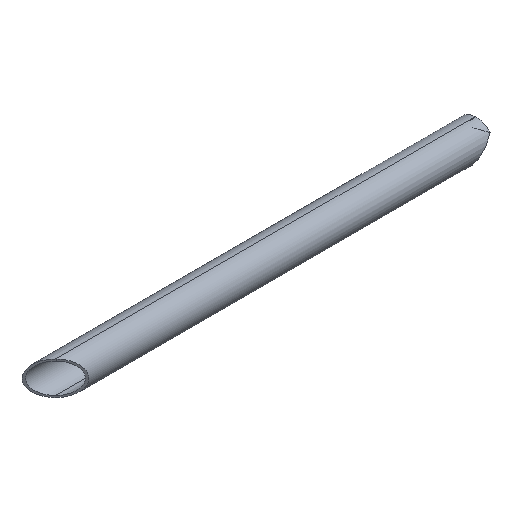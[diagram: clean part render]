
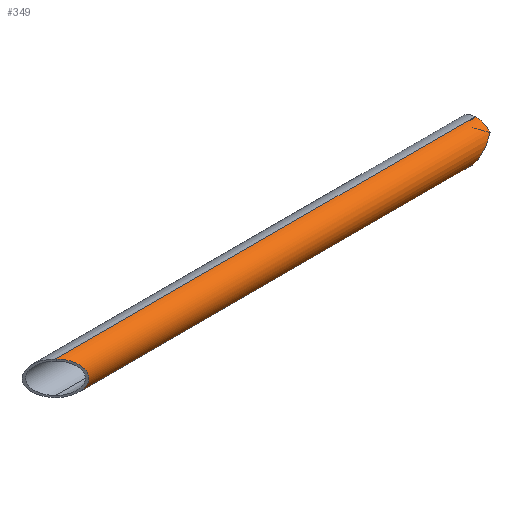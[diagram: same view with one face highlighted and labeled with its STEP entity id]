
A CAD part, isometric view. The second image highlights one B-rep face of the part: STEP entity #349.
In plain terms, the highlighted cylindrical face has radius 14 mm (diameter 28 mm), a partial arc.
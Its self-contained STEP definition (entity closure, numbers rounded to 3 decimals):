
#94=CARTESIAN_POINT('Vertex',(-2281.191,304.246,121.621)) ;
#96=CARTESIAN_POINT('Vertex',(-2281.191,304.246,93.621)) ;
#100=CARTESIAN_POINT('Control Point',(-2281.191,304.246,93.621)) ;
#101=CARTESIAN_POINT('Control Point',(-2280.221,303.276,93.621)) ;
#102=CARTESIAN_POINT('Control Point',(-2279.251,302.306,93.705)) ;
#103=CARTESIAN_POINT('Control Point',(-2278.285,301.34,93.873)) ;
#104=CARTESIAN_POINT('Control Point',(-2276.452,299.507,94.36)) ;
#105=CARTESIAN_POINT('Control Point',(-2274.679,297.734,95.175)) ;
#106=CARTESIAN_POINT('Control Point',(-2273.849,296.904,95.642)) ;
#107=CARTESIAN_POINT('Control Point',(-2272.365,295.42,96.656)) ;
#108=CARTESIAN_POINT('Control Point',(-2271.001,294.056,97.962)) ;
#109=CARTESIAN_POINT('Control Point',(-2270.408,293.463,98.624)) ;
#110=CARTESIAN_POINT('Control Point',(-2269.395,292.45,99.958)) ;
#111=CARTESIAN_POINT('Control Point',(-2268.556,291.611,101.511)) ;
#112=CARTESIAN_POINT('Control Point',(-2268.218,291.273,102.26)) ;
#113=CARTESIAN_POINT('Control Point',(-2267.679,290.734,103.742)) ;
#114=CARTESIAN_POINT('Control Point',(-2267.347,290.402,105.338)) ;
#115=CARTESIAN_POINT('Control Point',(-2267.241,290.296,106.102)) ;
#116=CARTESIAN_POINT('Control Point',(-2267.139,290.194,107.627)) ;
#117=CARTESIAN_POINT('Control Point',(-2267.244,290.299,109.151)) ;
#118=CARTESIAN_POINT('Control Point',(-2267.347,290.402,109.892)) ;
#119=CARTESIAN_POINT('Control Point',(-2267.614,290.669,111.188)) ;
#120=CARTESIAN_POINT('Control Point',(-2268.017,291.072,112.409)) ;
#121=CARTESIAN_POINT('Control Point',(-2268.22,291.275,112.932)) ;
#122=CARTESIAN_POINT('Control Point',(-2268.826,291.881,114.294)) ;
#123=CARTESIAN_POINT('Control Point',(-2269.576,292.631,115.512)) ;
#124=CARTESIAN_POINT('Control Point',(-2270.093,293.148,116.22)) ;
#125=CARTESIAN_POINT('Control Point',(-2271.315,294.37,117.65)) ;
#126=CARTESIAN_POINT('Control Point',(-2272.679,295.734,118.798)) ;
#127=CARTESIAN_POINT('Control Point',(-2273.456,296.511,119.346)) ;
#128=CARTESIAN_POINT('Control Point',(-2275.2,298.255,120.372)) ;
#129=CARTESIAN_POINT('Control Point',(-2277.029,300.084,121.049)) ;
#130=CARTESIAN_POINT('Control Point',(-2278.034,301.089,121.319)) ;
#131=CARTESIAN_POINT('Control Point',(-2279.272,302.327,121.532)) ;
#132=CARTESIAN_POINT('Control Point',(-2280.516,303.571,121.607)) ;
#133=CARTESIAN_POINT('Control Point',(-2280.741,303.796,121.616)) ;
#134=CARTESIAN_POINT('Control Point',(-2280.966,304.021,121.621)) ;
#135=CARTESIAN_POINT('Control Point',(-2281.191,304.246,121.621)) ;
#257=CARTESIAN_POINT('Vertex',(-1940.117,304.246,93.621)) ;
#260=CARTESIAN_POINT('Line Origine',(-502105.,304.246,93.621)) ;
#265=CARTESIAN_POINT('Line Origine',(-502105.,304.246,121.621)) ;
#269=CARTESIAN_POINT('Vertex',(-1929.655,304.246,121.621)) ;
#289=CARTESIAN_POINT('Axis2P3D Location',(-2105.,304.246,107.621)) ;
#295=CARTESIAN_POINT('Control Point',(-1928.941,292.632,115.439)) ;
#296=CARTESIAN_POINT('Control Point',(-1929.118,292.531,115.289)) ;
#297=CARTESIAN_POINT('Control Point',(-1929.276,292.443,115.153)) ;
#298=CARTESIAN_POINT('Control Point',(-1929.383,292.386,115.061)) ;
#299=CARTESIAN_POINT('Control Point',(-1929.555,292.293,114.912)) ;
#300=CARTESIAN_POINT('Control Point',(-1929.75,292.191,114.741)) ;
#301=CARTESIAN_POINT('Control Point',(-1929.879,292.123,114.627)) ;
#302=CARTESIAN_POINT('Control Point',(-1930.349,291.887,114.209)) ;
#303=CARTESIAN_POINT('Control Point',(-1930.817,291.668,113.779)) ;
#304=CARTESIAN_POINT('Control Point',(-1931.103,291.541,113.513)) ;
#305=CARTESIAN_POINT('Control Point',(-1933.176,290.667,111.547)) ;
#306=CARTESIAN_POINT('Control Point',(-1935.205,290.16,109.383)) ;
#307=CARTESIAN_POINT('Control Point',(-1936.889,290.026,107.391)) ;
#308=CARTESIAN_POINT('Control Point',(-1939.253,290.386,104.216)) ;
#309=CARTESIAN_POINT('Control Point',(-1941.034,291.807,101.034)) ;
#310=CARTESIAN_POINT('Control Point',(-1941.553,292.422,99.969)) ;
#311=CARTESIAN_POINT('Control Point',(-1942.249,293.731,98.208)) ;
#312=CARTESIAN_POINT('Control Point',(-1942.537,295.419,96.691)) ;
#313=CARTESIAN_POINT('Control Point',(-1942.578,296.191,96.109)) ;
#314=CARTESIAN_POINT('Control Point',(-1942.475,298.215,94.846)) ;
#315=CARTESIAN_POINT('Control Point',(-1941.898,300.412,94.05)) ;
#316=CARTESIAN_POINT('Control Point',(-1941.405,301.728,93.757)) ;
#317=CARTESIAN_POINT('Control Point',(-1940.803,303.01,93.621)) ;
#318=CARTESIAN_POINT('Control Point',(-1940.117,304.246,93.621)) ;
#319=CARTESIAN_POINT('Vertex',(-1928.941,292.632,115.439)) ;
#323=CARTESIAN_POINT('Control Point',(-1928.941,292.632,115.439)) ;
#324=CARTESIAN_POINT('Control Point',(-1928.969,292.866,115.787)) ;
#325=CARTESIAN_POINT('Control Point',(-1928.995,293.101,116.107)) ;
#326=CARTESIAN_POINT('Control Point',(-1929.025,293.367,116.461)) ;
#327=CARTESIAN_POINT('Control Point',(-1929.208,295.218,118.6)) ;
#328=CARTESIAN_POINT('Control Point',(-1929.377,297.585,120.246)) ;
#329=CARTESIAN_POINT('Control Point',(-1929.494,299.705,121.154)) ;
#330=CARTESIAN_POINT('Control Point',(-1929.587,301.949,121.613)) ;
#331=CARTESIAN_POINT('Control Point',(-1929.653,304.196,121.621)) ;
#332=CARTESIAN_POINT('Vertex',(-1929.653,304.196,121.621)) ;
#336=CARTESIAN_POINT('Control Point',(-1929.653,304.196,121.621)) ;
#337=CARTESIAN_POINT('Control Point',(-1929.654,304.213,121.621)) ;
#338=CARTESIAN_POINT('Control Point',(-1929.654,304.229,121.621)) ;
#339=CARTESIAN_POINT('Control Point',(-1929.655,304.246,121.621)) ;
#261=DIRECTION('Vector Direction',(-1.,0.,0.)) ;
#266=DIRECTION('Vector Direction',(-1.,0.,0.)) ;
#290=DIRECTION('Axis2P3D Direction',(-1.,0.,0.)) ;
#291=DIRECTION('Axis2P3D XDirection',(0.,0.,-1.)) ;
#292=AXIS2_PLACEMENT_3D('Cylinder Axis2P3D',#289,#290,#291) ;
#342=ORIENTED_EDGE('',*,*,#271,.T.) ;
#343=ORIENTED_EDGE('',*,*,#136,.F.) ;
#344=ORIENTED_EDGE('',*,*,#264,.F.) ;
#345=ORIENTED_EDGE('',*,*,#321,.F.) ;
#346=ORIENTED_EDGE('',*,*,#334,.T.) ;
#347=ORIENTED_EDGE('',*,*,#340,.T.) ;
#262=VECTOR('Line Direction',#261,1.) ;
#267=VECTOR('Line Direction',#266,1.) ;
#349=ADVANCED_FACE('Corps principal',(#348),#293,.T.) ;
#99=B_SPLINE_CURVE_WITH_KNOTS('',5,(#100,#101,#102,#103,#104,#105,#106,#107,#108,#109,#110,#111,#112,#113,#114,#115,#116,#117,#118,#119,#120,#121,#122,#123,#124,#125,#126,#127,#128,#129,#130,#131,#132,#133,#134,#135),.UNSPECIFIED.,.F.,.U.,(6,3,3,3,3,3,3,3,3,3,3,6),(0.,9.702,18.607,26.135,32.385,37.857,43.166,47.367,54.531,63.185,73.383,75.633),.UNSPECIFIED.) ;
#294=B_SPLINE_CURVE_WITH_KNOTS('',5,(#295,#296,#297,#298,#299,#300,#301,#302,#303,#304,#305,#306,#307,#308,#309,#310,#311,#312,#313,#314,#315,#316,#317,#318),.UNSPECIFIED.,.F.,.U.,(6,3,3,3,3,3,3,6),(0.27,2.119,3.967,6.871,25.092,34.396,41.174,51.169),.UNSPECIFIED.) ;
#322=B_SPLINE_CURVE_WITH_KNOTS('',5,(#323,#324,#325,#326,#327,#328,#329,#330,#331),.UNSPECIFIED.,.F.,.U.,(6,3,6),(3.241,7.365,23.26),.UNSPECIFIED.) ;
#335=B_SPLINE_CURVE_WITH_KNOTS('',3,(#336,#337,#338,#339),.UNSPECIFIED.,.F.,.U.,(4,4),(0.,0.07),.UNSPECIFIED.) ;
#293=CYLINDRICAL_SURFACE('generated cylinder',#292,14.) ;
#136=EDGE_CURVE('',#97,#95,#99,.T.) ;
#264=EDGE_CURVE('',#258,#97,#263,.T.) ;
#271=EDGE_CURVE('',#270,#95,#268,.T.) ;
#321=EDGE_CURVE('',#320,#258,#294,.T.) ;
#334=EDGE_CURVE('',#320,#333,#322,.T.) ;
#340=EDGE_CURVE('',#333,#270,#335,.T.) ;
#341=EDGE_LOOP('',(#342,#343,#344,#345,#346,#347)) ;
#348=FACE_OUTER_BOUND('',#341,.T.) ;
#263=LINE('Line',#260,#262) ;
#268=LINE('Line',#265,#267) ;
#95=VERTEX_POINT('',#94) ;
#97=VERTEX_POINT('',#96) ;
#258=VERTEX_POINT('',#257) ;
#270=VERTEX_POINT('',#269) ;
#320=VERTEX_POINT('',#319) ;
#333=VERTEX_POINT('',#332) ;
